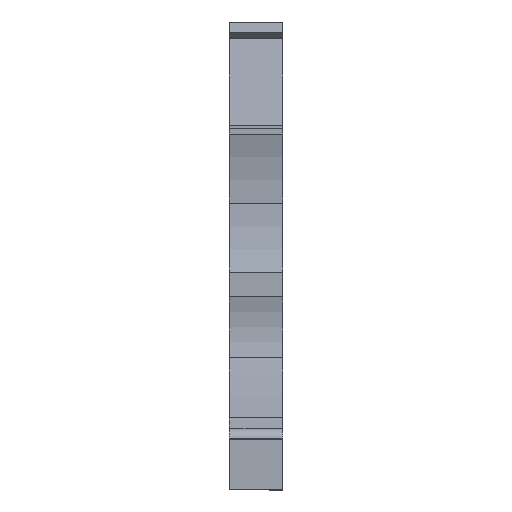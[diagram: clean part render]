
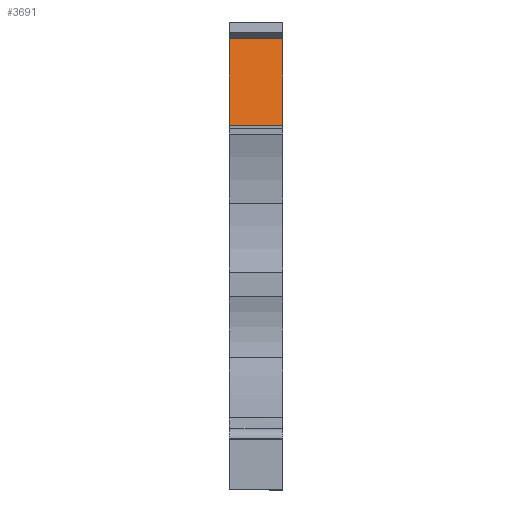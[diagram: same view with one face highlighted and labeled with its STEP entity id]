
A CAD part, front view. The second image highlights one B-rep face of the part: STEP entity #3691.
In plain terms, the highlighted face is planar.
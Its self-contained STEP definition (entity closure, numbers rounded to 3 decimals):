
#409=VERTEX_POINT('',#4892);
#410=VERTEX_POINT('',#4893);
#488=VERTEX_POINT('',#5072);
#489=VERTEX_POINT('',#5074);
#767=VECTOR('',#4085,1.);
#847=VECTOR('',#4194,1.);
#987=VECTOR('',#4445,1.);
#988=VECTOR('',#4446,1.);
#1196=LINE('',#4891,#767);
#1276=LINE('',#5073,#847);
#1416=LINE('',#5402,#987);
#1417=LINE('',#5403,#988);
#1627=EDGE_CURVE('',#409,#410,#1196,.T.);
#1714=EDGE_CURVE('',#489,#488,#1276,.T.);
#1882=EDGE_CURVE('',#410,#488,#1416,.T.);
#1883=EDGE_CURVE('',#409,#489,#1417,.T.);
#2489=ORIENTED_EDGE('',*,*,#1714,.T.);
#2490=ORIENTED_EDGE('',*,*,#1882,.F.);
#2491=ORIENTED_EDGE('',*,*,#1627,.F.);
#2492=ORIENTED_EDGE('',*,*,#1883,.T.);
#3312=EDGE_LOOP('',(#2489,#2490,#2491,#2492));
#3503=FACE_BOUND('',#3312,.T.);
#3691=ADVANCED_FACE('',(#3503),#6768,.F.);
#3913=AXIS2_PLACEMENT_3D('',#5401,#4444,$);
#4085=DIRECTION('',(0.,0.,-1.));
#4194=DIRECTION('',(0.,0.,-1.));
#4444=DIRECTION('',(0.999,-0.052,0.));
#4445=DIRECTION('',(0.052,0.999,0.));
#4446=DIRECTION('',(0.052,0.999,0.));
#4891=CARTESIAN_POINT('',(7.396,16.459,0.));
#4892=CARTESIAN_POINT('',(7.396,16.459,0.));
#4893=CARTESIAN_POINT('',(7.396,16.459,-3.5));
#5072=CARTESIAN_POINT('',(7.727,22.775,-3.5));
#5073=CARTESIAN_POINT('',(7.727,22.775,0.));
#5074=CARTESIAN_POINT('',(7.727,22.775,0.));
#5401=CARTESIAN_POINT('',(7.422,16.958,0.));
#5402=CARTESIAN_POINT('',(7.396,16.459,-3.5));
#5403=CARTESIAN_POINT('',(7.396,16.459,0.));
#6768=PLANE('',#3913);
